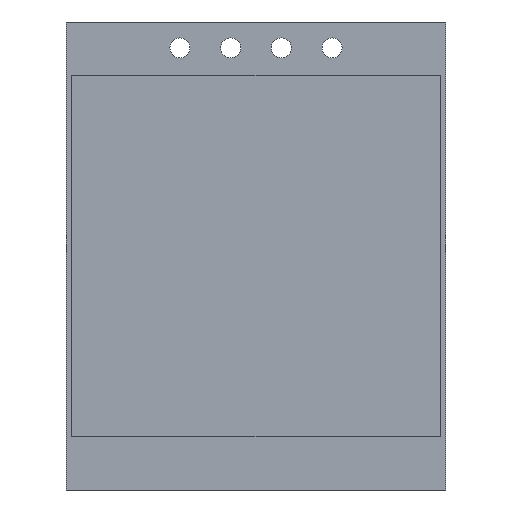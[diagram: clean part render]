
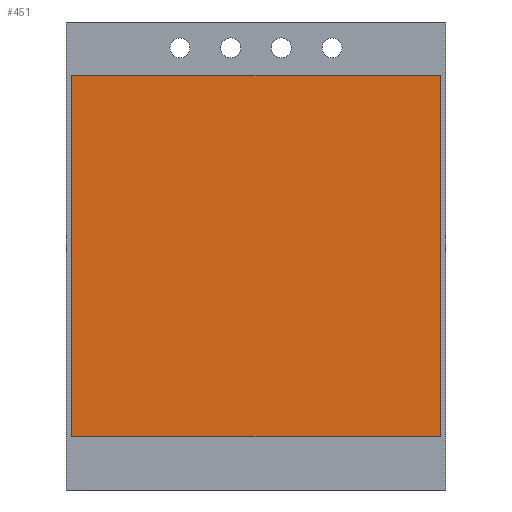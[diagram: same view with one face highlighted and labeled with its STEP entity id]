
A CAD part, front view. The second image highlights one B-rep face of the part: STEP entity #451.
In plain terms, the highlighted planar face has unit normal (0, -1, 0).
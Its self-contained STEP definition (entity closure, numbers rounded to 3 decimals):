
#360 = VERTEX_POINT('',#361);
#361 = CARTESIAN_POINT('',(9.23,-2.45,9.05));
#367 = EDGE_CURVE('',#360,#368,#370,.T.);
#368 = VERTEX_POINT('',#369);
#369 = CARTESIAN_POINT('',(-9.23,-2.45,9.05));
#370 = LINE('',#371,#372);
#371 = CARTESIAN_POINT('',(9.23,-2.45,9.05));
#372 = VECTOR('',#373,1.);
#373 = DIRECTION('',(-1.,0.,0.));
#391 = VERTEX_POINT('',#392);
#392 = CARTESIAN_POINT('',(9.23,-2.45,-9.05));
#398 = EDGE_CURVE('',#391,#360,#399,.T.);
#399 = LINE('',#400,#401);
#400 = CARTESIAN_POINT('',(9.23,-2.45,-9.05));
#401 = VECTOR('',#402,1.);
#402 = DIRECTION('',(0.,0.,1.));
#415 = VERTEX_POINT('',#416);
#416 = CARTESIAN_POINT('',(-9.23,-2.45,-9.05));
#422 = EDGE_CURVE('',#415,#391,#423,.T.);
#423 = LINE('',#424,#425);
#424 = CARTESIAN_POINT('',(-9.23,-2.45,-9.05));
#425 = VECTOR('',#426,1.);
#426 = DIRECTION('',(1.,0.,0.));
#439 = EDGE_CURVE('',#368,#415,#440,.T.);
#440 = LINE('',#441,#442);
#441 = CARTESIAN_POINT('',(-9.23,-2.45,9.05));
#442 = VECTOR('',#443,1.);
#443 = DIRECTION('',(0.,0.,-1.));
#451 = ADVANCED_FACE('',(#452),#458,.F.);
#452 = FACE_BOUND('',#453,.T.);
#453 = EDGE_LOOP('',(#454,#455,#456,#457));
#454 = ORIENTED_EDGE('',*,*,#439,.T.);
#455 = ORIENTED_EDGE('',*,*,#422,.T.);
#456 = ORIENTED_EDGE('',*,*,#398,.T.);
#457 = ORIENTED_EDGE('',*,*,#367,.T.);
#458 = PLANE('',#459);
#459 = AXIS2_PLACEMENT_3D('',#460,#461,#462);
#460 = CARTESIAN_POINT('',(0.,-2.45,0.));
#461 = DIRECTION('',(0.,1.,0.));
#462 = DIRECTION('',(0.,0.,1.));
